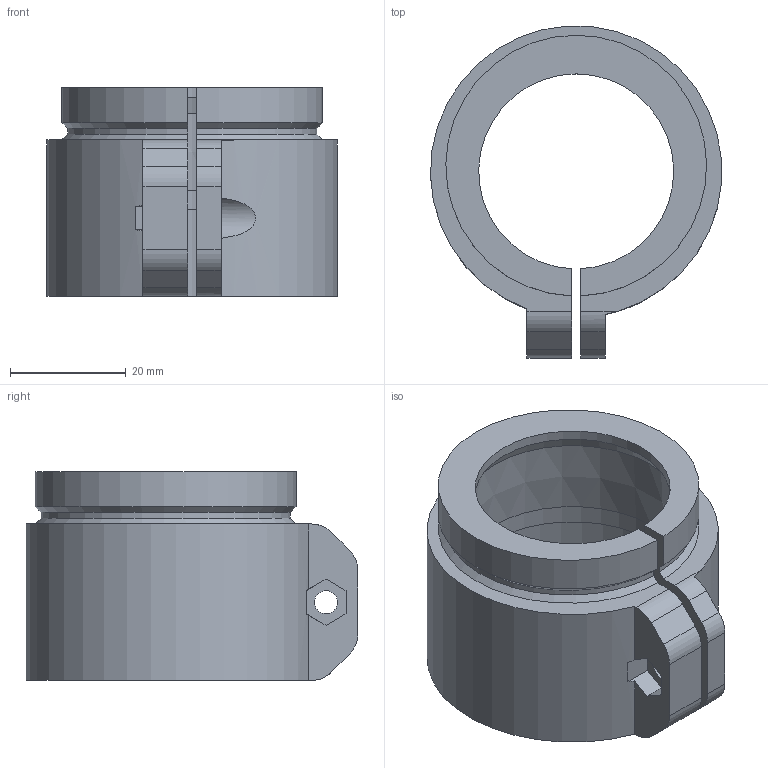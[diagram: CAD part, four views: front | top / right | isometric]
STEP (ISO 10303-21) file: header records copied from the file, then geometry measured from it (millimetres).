
FILE_DESCRIPTION(/* description */ ('STEP AP242','CAx-IF Rec.Pracs.---Representation and Presentation of Product Manufacturing Information (PMI)---4.0---2014-10-13','CAx-IF Rec.Pracs.---3D Tessellated Geometry---0.4---2014-09-14','2;1'),/* implementation_level */ '2;1');
FILE_NAME(/* name */ '6795630b6cc22f2f7ed1a14f',/* time_stamp */ '2025-01-25T22:17:47Z',/* author */ (''),/* organization */ (''),/* preprocessor_version */ 'ST-DEVELOPER v20',/* originating_system */ 'ONSHAPE BY PTC INC, 1.192',/* authorisation */ ' ');
FILE_SCHEMA (('AP242_MANAGED_MODEL_BASED_3D_ENGINEERING_MIM_LF { 1 0 10303 442 1 1 4 }'));
Length unit declared in the file: metre
Products named in the file (1): eyepiece_bracket
Bounding box: 50.21 x 57.26 x 36.05 mm (x, y, z)
Volume: 24312.6 mm3; surface area: 13262.7 mm2
Topology: 1 solids, 1 shells, 43 faces, 125 edges, 84 vertices
Faces by surface type: plane 22, cylinder 17, cone 4
Full cylindrical faces by diameter (mm): 4 x2
Entity records: 1457 total; most frequent: CARTESIAN_POINT 291, ORIENTED_EDGE 242, DIRECTION 236, EDGE_CURVE 121, VERTEX_POINT 82, AXIS2_PLACEMENT_3D 82, LINE 72, VECTOR 72
